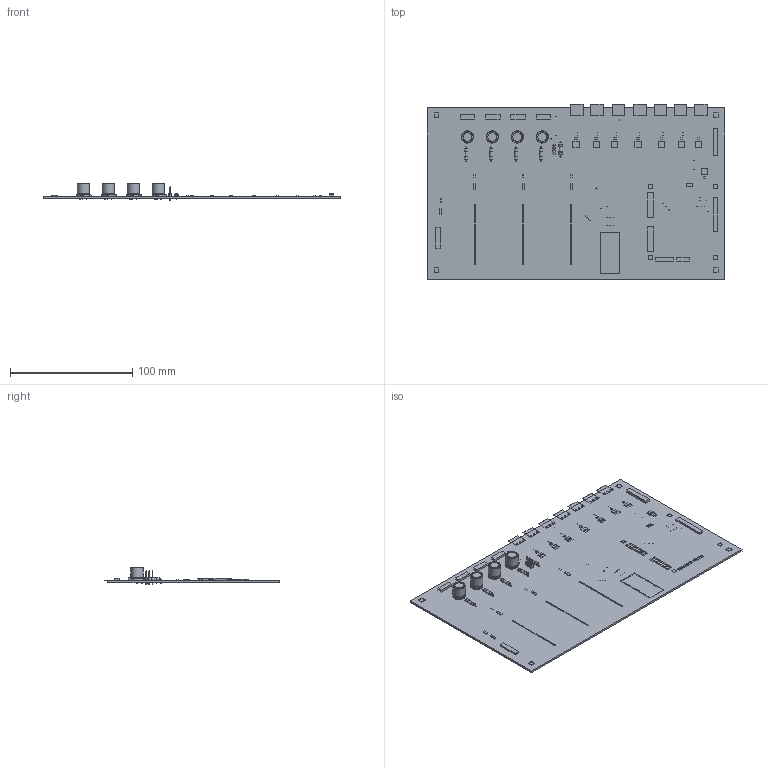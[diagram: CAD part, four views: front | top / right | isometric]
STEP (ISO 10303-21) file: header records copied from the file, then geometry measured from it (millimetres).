
FILE_DESCRIPTION(/* description */ (''),/* implementation_level */ '2;1');
FILE_NAME(/* name */ '6f30b3dd-6955-41ac-96e9-a59152551db6.stp',/* time_stamp */ '2020-07-22T21:18:11+00:00',/* author */ (''),/* organization */ (''),/* preprocessor_version */ 'ST-DEVELOPER v18.1',/* originating_system */ 'Autodesk Translation Framework v9.3.0.1241',/* authorisation */ '');
FILE_SCHEMA (('AUTOMOTIVE_DESIGN { 1 0 10303 214 3 1 1 }'));
Length unit declared in the file: millimetre
Products named in the file (24): 6f30b3dd-6955-41ac-96e9-a59152551db6; PCB Component; Board; MSTBA3; CHIPLED_1206; MEANWELL_NID100; 330; 640; 220; ITSYBITSY_32U4; C-POL-US_RADIAL-11MM-DIA; MSTBA4; MSTBA5; STANDOFF_ELECTRICAL5-32; 1X06; STAND-OFF; M08X2; 1X04; M02PTH; CONN_03; APA106-F5; 100nF; MSTBA6; 1X03
Assembly tree (67 placements, depth 3):
  6f30b3dd-6955-41ac-96e9-a59152551db6
    PCB Component
      Board
      MSTBA3  x4
      CHIPLED_1206  x4
      MEANWELL_NID100  x3
      330  x5
      640
      220  x3
      ITSYBITSY_32U4
      C-POL-US_RADIAL-11MM-DIA  x4
      MSTBA4
      MSTBA5
      STANDOFF_ELECTRICAL5-32  x4
      1X06
      STAND-OFF  x4
      M08X2  x2
      1X04
      M02PTH
      CONN_03  x7
      APA106-F5  x8
      100nF  x8
      MSTBA6
      1X03
Bounding box: 243.82 x 143.53 x 14.3 mm (x, y, z)
Volume: 61621.6 mm3; surface area: 78888.3 mm2
Topology: 66 solids, 66 shells, 994 faces, 2427 edges, 1605 vertices
Faces by surface type: plane 572, cylinder 342, torus 80
Full cylindrical faces by diameter (mm): 0.35 x42, 0.6 x32, 0.63 x20, 0.65 x8, 0.8 x72, 0.83 x10, 0.85 x8, 1.016 x47, 1.2 x21, 1.397 x27, 2.375 x5, 2.5 x10, 3.302 x4, 3.969 x4, 7.333 x4
Entity records: 18994 total; most frequent: DIRECTION 3219, CARTESIAN_POINT 2885, ORIENTED_EDGE 2736, EDGE_CURVE 1368, AXIS2_PLACEMENT_3D 1237, EDGE_LOOP 1071, VERTEX_POINT 903, LINE 745
